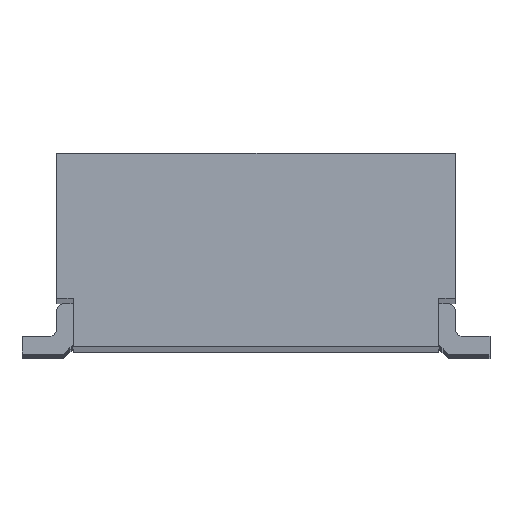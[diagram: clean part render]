
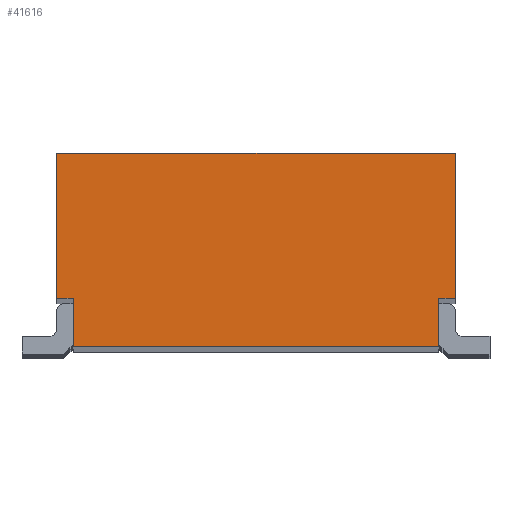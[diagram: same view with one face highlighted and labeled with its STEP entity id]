
A CAD part, top view. The second image highlights one B-rep face of the part: STEP entity #41616.
In plain terms, the highlighted planar face has unit normal (0, 0, 1).
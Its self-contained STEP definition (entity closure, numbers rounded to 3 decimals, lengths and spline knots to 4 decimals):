
#1489=FACE_OUTER_BOUND('',#3732,.T.);
#3732=EDGE_LOOP('',(#26310,#26311,#26312,#26313,#26314,#26315,#26316,#26317));
#6084=LINE('',#58037,#11164);
#6287=LINE('',#58442,#11367);
#6288=LINE('',#58444,#11368);
#6289=LINE('',#58446,#11369);
#6290=LINE('',#58448,#11370);
#6291=LINE('',#58450,#11371);
#6292=LINE('',#58452,#11372);
#6293=LINE('',#58453,#11373);
#11164=VECTOR('',#46876,1.);
#11367=VECTOR('',#47081,1.);
#11368=VECTOR('',#47082,1.);
#11369=VECTOR('',#47083,1.);
#11370=VECTOR('',#47084,1.);
#11371=VECTOR('',#47085,1.);
#11372=VECTOR('',#47086,1.);
#11373=VECTOR('',#47087,1.);
#16242=VERTEX_POINT('',#58035);
#16243=VERTEX_POINT('',#58036);
#16444=VERTEX_POINT('',#58441);
#16445=VERTEX_POINT('',#58443);
#16446=VERTEX_POINT('',#58445);
#16447=VERTEX_POINT('',#58447);
#16448=VERTEX_POINT('',#58449);
#16449=VERTEX_POINT('',#58451);
#20180=EDGE_CURVE('',#16242,#16243,#6084,.T.);
#20383=EDGE_CURVE('',#16242,#16444,#6287,.T.);
#20384=EDGE_CURVE('',#16444,#16445,#6288,.T.);
#20385=EDGE_CURVE('',#16446,#16445,#6289,.T.);
#20386=EDGE_CURVE('',#16447,#16446,#6290,.T.);
#20387=EDGE_CURVE('',#16447,#16448,#6291,.T.);
#20388=EDGE_CURVE('',#16448,#16449,#6292,.T.);
#20389=EDGE_CURVE('',#16449,#16243,#6293,.T.);
#26310=ORIENTED_EDGE('',*,*,#20383,.T.);
#26311=ORIENTED_EDGE('',*,*,#20384,.T.);
#26312=ORIENTED_EDGE('',*,*,#20385,.F.);
#26313=ORIENTED_EDGE('',*,*,#20386,.F.);
#26314=ORIENTED_EDGE('',*,*,#20387,.T.);
#26315=ORIENTED_EDGE('',*,*,#20388,.T.);
#26316=ORIENTED_EDGE('',*,*,#20389,.T.);
#26317=ORIENTED_EDGE('',*,*,#20180,.F.);
#37946=PLANE('',#43823);
#41616=ADVANCED_FACE('',(#1489),#37946,.T.);
#43823=AXIS2_PLACEMENT_3D('',#58440,#47079,#47080);
#46876=DIRECTION('',(0.,1.,0.));
#47079=DIRECTION('center_axis',(0.,0.,
1.));
#47080=DIRECTION('ref_axis',(1.,0.,0.));
#47081=DIRECTION('',(1.,0.,0.));
#47082=DIRECTION('',(0.,1.,0.));
#47083=DIRECTION('',(-1.,0.,0.));
#47084=DIRECTION('',(0.,-1.,0.));
#47085=DIRECTION('',(-1.,0.,0.));
#47086=DIRECTION('',(0.,-1.,0.));
#47087=DIRECTION('',(1.,0.,0.));
#58035=CARTESIAN_POINT('',(-1.32,0.,5.185));
#58036=CARTESIAN_POINT('',(-1.32,0.35,5.185));
#58037=CARTESIAN_POINT('',(-1.32,0.,5.185));
#58440=CARTESIAN_POINT('Origin',(1.32,0.,5.185));
#58441=CARTESIAN_POINT('',(1.32,0.,5.185));
#58442=CARTESIAN_POINT('',(-1.32,0.,5.185));
#58443=CARTESIAN_POINT('',(1.32,0.35,5.185));
#58444=CARTESIAN_POINT('',(1.32,0.,5.185));
#58445=CARTESIAN_POINT('',(1.44,0.35,5.185));
#58446=CARTESIAN_POINT('',(1.44,0.35,5.185));
#58447=CARTESIAN_POINT('',(1.44,1.4,5.185));
#58448=CARTESIAN_POINT('',(1.44,1.4,5.185));
#58449=CARTESIAN_POINT('',(-1.44,1.4,5.185));
#58450=CARTESIAN_POINT('',(1.44,1.4,5.185));
#58451=CARTESIAN_POINT('',(-1.44,0.35,5.185));
#58452=CARTESIAN_POINT('',(-1.44,1.4,5.185));
#58453=CARTESIAN_POINT('',(-1.44,0.35,5.185));
